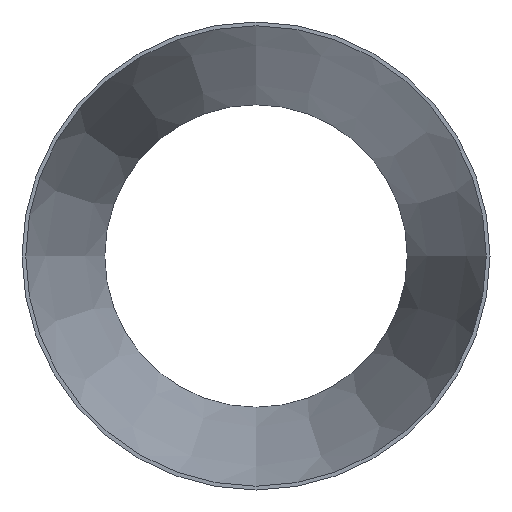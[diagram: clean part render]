
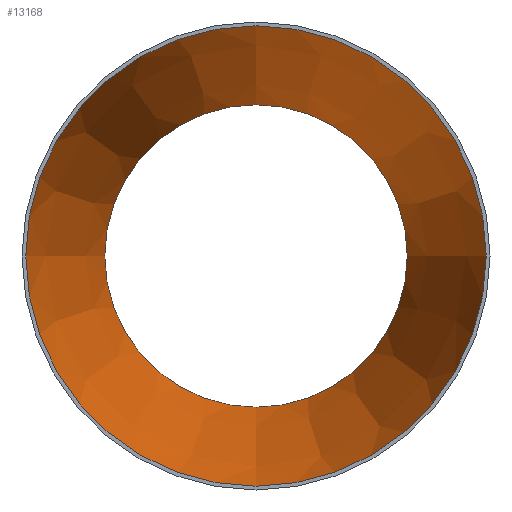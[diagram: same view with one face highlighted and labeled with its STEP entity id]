
A CAD part, front view. The second image highlights one B-rep face of the part: STEP entity #13168.
In plain terms, the highlighted conical face has half-angle 13.535 degrees and reference radius 124.943 mm.
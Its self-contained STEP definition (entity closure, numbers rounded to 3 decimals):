
#476 = ORIENTED_EDGE ( 'NONE', *, *, #2856, .F. ) ;
#2057 = CARTESIAN_POINT ( 'NONE',  ( 0., 0., 0. ) ) ;
#2730 = CARTESIAN_POINT ( 'NONE',  ( 0., 0., -124.943 ) ) ;
#2856 = EDGE_CURVE ( 'NONE', #19553, #19553, #13981, .T. ) ;
#4182 = AXIS2_PLACEMENT_3D ( 'NONE', #2057, #30427, #33002 ) ;
#4211 = CONICAL_SURFACE ( 'NONE', #4182, 124.943, 0.236 ) ;
#7562 = FACE_OUTER_BOUND ( 'NONE', #21122, .T. ) ;
#8278 = DIRECTION ( 'NONE',  ( 0., 0., -1. ) ) ;
#8387 = CARTESIAN_POINT ( 'NONE',  ( 0., 0., 0. ) ) ;
#11032 = CARTESIAN_POINT ( 'NONE',  ( 0., 178., 0. ) ) ;
#13168 = ADVANCED_FACE ( 'NONE', ( #21822, #7562 ), #4211, .F. ) ;
#13981 = CIRCLE ( 'NONE', #35049, 82.093 ) ;
#19553 = VERTEX_POINT ( 'NONE', #28161 ) ;
#19645 = CIRCLE ( 'NONE', #22590, 124.943 ) ;
#21122 = EDGE_LOOP ( 'NONE', ( #28563 ) ) ;
#21822 = FACE_BOUND ( 'NONE', #31919, .T. ) ;
#22171 = DIRECTION ( 'NONE',  ( 0., -1., 0. ) ) ;
#22590 = AXIS2_PLACEMENT_3D ( 'NONE', #8387, #27949, #25197 ) ;
#22897 = EDGE_CURVE ( 'NONE', #30734, #30734, #19645, .T. ) ;
#25197 = DIRECTION ( 'NONE',  ( 0., 0., -1. ) ) ;
#27949 = DIRECTION ( 'NONE',  ( 0., -1., 0. ) ) ;
#28161 = CARTESIAN_POINT ( 'NONE',  ( 0., 178., -82.093 ) ) ;
#28563 = ORIENTED_EDGE ( 'NONE', *, *, #22897, .T. ) ;
#30427 = DIRECTION ( 'NONE',  ( 0., -1., 0. ) ) ;
#30734 = VERTEX_POINT ( 'NONE', #2730 ) ;
#31919 = EDGE_LOOP ( 'NONE', ( #476 ) ) ;
#33002 = DIRECTION ( 'NONE',  ( 0., 0., -1. ) ) ;
#35049 = AXIS2_PLACEMENT_3D ( 'NONE', #11032, #22171, #8278 ) ;
